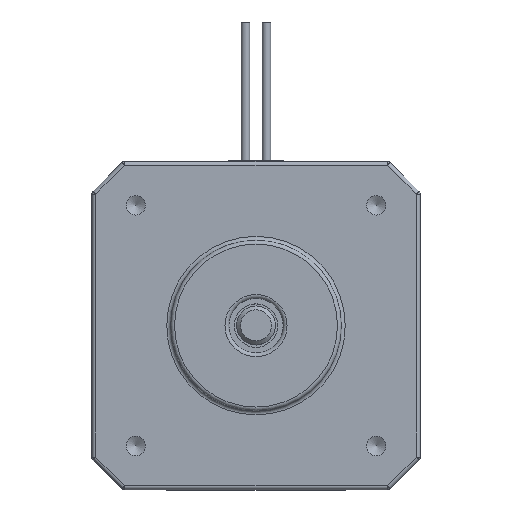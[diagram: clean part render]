
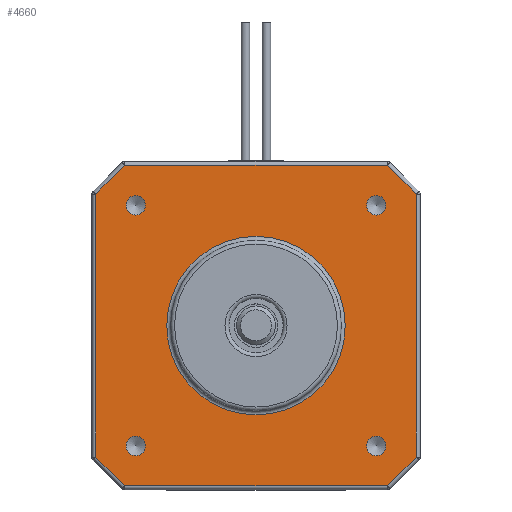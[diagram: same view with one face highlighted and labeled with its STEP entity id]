
A CAD part, top view. The second image highlights one B-rep face of the part: STEP entity #4660.
In plain terms, the highlighted planar face has unit normal (0, 0, 1).
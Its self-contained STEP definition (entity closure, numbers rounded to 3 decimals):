
#23=FACE_BOUND('',#1530,.T.);
#24=FACE_BOUND('',#1531,.T.);
#25=FACE_BOUND('',#1532,.T.);
#26=FACE_BOUND('',#1533,.T.);
#27=FACE_BOUND('',#1534,.T.);
#156=PLANE('',#5043);
#422=LINE('',#7281,#816);
#427=LINE('',#7299,#821);
#446=LINE('',#7366,#840);
#462=LINE('',#7425,#856);
#463=LINE('',#7427,#857);
#464=LINE('',#7429,#858);
#465=LINE('',#7431,#859);
#466=LINE('',#7432,#860);
#816=VECTOR('',#5788,5.243);
#821=VECTOR('',#5809,33.886);
#840=VECTOR('',#5862,33.886);
#856=VECTOR('',#5918,5.243);
#857=VECTOR('',#5921,5.243);
#858=VECTOR('',#5922,33.886);
#859=VECTOR('',#5923,5.243);
#860=VECTOR('',#5924,33.886);
#1253=FACE_OUTER_BOUND('',#1529,.T.);
#1529=EDGE_LOOP('',(#3559,#3560,#3561,#3562,#3563,#3564,#3565,#3566));
#1530=EDGE_LOOP('',(#3567));
#1531=EDGE_LOOP('',(#3568));
#1532=EDGE_LOOP('',(#3569));
#1533=EDGE_LOOP('',(#3570));
#1534=EDGE_LOOP('',(#3571));
#1808=CIRCLE('',#5044,1.25);
#1809=CIRCLE('',#5045,1.25);
#1810=CIRCLE('',#5046,1.25);
#1811=CIRCLE('',#5047,1.25);
#1812=CIRCLE('',#5048,11.5);
#2084=VERTEX_POINT('',#7276);
#2085=VERTEX_POINT('',#7280);
#2090=VERTEX_POINT('',#7298);
#2108=VERTEX_POINT('',#7361);
#2109=VERTEX_POINT('',#7365);
#2124=VERTEX_POINT('',#7420);
#2125=VERTEX_POINT('',#7428);
#2126=VERTEX_POINT('',#7430);
#2127=VERTEX_POINT('',#7433);
#2128=VERTEX_POINT('',#7435);
#2129=VERTEX_POINT('',#7437);
#2130=VERTEX_POINT('',#7439);
#2131=VERTEX_POINT('',#7441);
#2586=EDGE_CURVE('',#2085,#2084,#422,.T.);
#2595=EDGE_CURVE('',#2085,#2090,#427,.T.);
#2624=EDGE_CURVE('',#2108,#2109,#446,.T.);
#2652=EDGE_CURVE('',#2124,#2109,#462,.T.);
#2653=EDGE_CURVE('',#2108,#2090,#463,.T.);
#2654=EDGE_CURVE('',#2125,#2084,#464,.T.);
#2655=EDGE_CURVE('',#2125,#2126,#465,.T.);
#2656=EDGE_CURVE('',#2124,#2126,#466,.T.);
#2657=EDGE_CURVE('',#2127,#2127,#1808,.T.);
#2658=EDGE_CURVE('',#2128,#2128,#1809,.T.);
#2659=EDGE_CURVE('',#2129,#2129,#1810,.T.);
#2660=EDGE_CURVE('',#2130,#2130,#1811,.T.);
#2661=EDGE_CURVE('',#2131,#2131,#1812,.T.);
#3559=ORIENTED_EDGE('',*,*,#2653,.T.);
#3560=ORIENTED_EDGE('',*,*,#2595,.F.);
#3561=ORIENTED_EDGE('',*,*,#2586,.T.);
#3562=ORIENTED_EDGE('',*,*,#2654,.F.);
#3563=ORIENTED_EDGE('',*,*,#2655,.T.);
#3564=ORIENTED_EDGE('',*,*,#2656,.F.);
#3565=ORIENTED_EDGE('',*,*,#2652,.T.);
#3566=ORIENTED_EDGE('',*,*,#2624,.F.);
#3567=ORIENTED_EDGE('',*,*,#2657,.T.);
#3568=ORIENTED_EDGE('',*,*,#2658,.T.);
#3569=ORIENTED_EDGE('',*,*,#2659,.T.);
#3570=ORIENTED_EDGE('',*,*,#2660,.T.);
#3571=ORIENTED_EDGE('',*,*,#2661,.T.);
#4660=ADVANCED_FACE('',(#1253,#23,#24,#25,#26,#27),#156,.T.);
#5043=AXIS2_PLACEMENT_3D('',#7426,#5919,#5920);
#5044=AXIS2_PLACEMENT_3D('',#7434,#5925,#5926);
#5045=AXIS2_PLACEMENT_3D('',#7436,#5927,#5928);
#5046=AXIS2_PLACEMENT_3D('',#7438,#5929,#5930);
#5047=AXIS2_PLACEMENT_3D('',#7440,#5931,#5932);
#5048=AXIS2_PLACEMENT_3D('',#7442,#5933,#5934);
#5788=DIRECTION('',(0.707,0.707,0.));
#5809=DIRECTION('',(-1.,0.,0.));
#5862=DIRECTION('',(0.,1.,0.));
#5918=DIRECTION('',(-0.707,-0.707,0.));
#5919=DIRECTION('center_axis',(0.,0.,1.));
#5920=DIRECTION('ref_axis',(1.,0.,0.));
#5921=DIRECTION('',(0.707,-0.707,0.));
#5922=DIRECTION('',(0.,-1.,0.));
#5923=DIRECTION('',(-0.707,0.707,0.));
#5924=DIRECTION('',(1.,0.,0.));
#5925=DIRECTION('center_axis',(0.,0.,-1.));
#5926=DIRECTION('ref_axis',(1.,0.,0.));
#5927=DIRECTION('center_axis',(0.,0.,-1.));
#5928=DIRECTION('ref_axis',(1.,0.,0.));
#5929=DIRECTION('center_axis',(0.,0.,-1.));
#5930=DIRECTION('ref_axis',(1.,0.,0.));
#5931=DIRECTION('center_axis',(0.,0.,-1.));
#5932=DIRECTION('ref_axis',(1.,0.,0.));
#5933=DIRECTION('center_axis',(0.,0.,-1.));
#5934=DIRECTION('ref_axis',(1.,0.,0.));
#7276=CARTESIAN_POINT('',(20.65,-16.943,20.));
#7280=CARTESIAN_POINT('',(16.943,-20.65,20.));
#7281=CARTESIAN_POINT('',(16.943,-20.65,20.));
#7298=CARTESIAN_POINT('',(-16.943,-20.65,20.));
#7299=CARTESIAN_POINT('',(16.943,-20.65,20.));
#7361=CARTESIAN_POINT('',(-20.65,-16.943,20.));
#7365=CARTESIAN_POINT('',(-20.65,16.943,20.));
#7366=CARTESIAN_POINT('',(-20.65,-16.943,20.));
#7420=CARTESIAN_POINT('',(-16.943,20.65,20.));
#7425=CARTESIAN_POINT('',(-16.943,20.65,20.));
#7426=CARTESIAN_POINT('Origin',(0.,0.,20.));
#7427=CARTESIAN_POINT('',(-20.65,-16.943,20.));
#7428=CARTESIAN_POINT('',(20.65,16.943,20.));
#7429=CARTESIAN_POINT('',(20.65,16.943,20.));
#7430=CARTESIAN_POINT('',(16.943,20.65,20.));
#7431=CARTESIAN_POINT('',(20.65,16.943,20.));
#7432=CARTESIAN_POINT('',(-16.943,20.65,20.));
#7433=CARTESIAN_POINT('',(-16.75,-15.5,20.));
#7434=CARTESIAN_POINT('Origin',(-15.5,-15.5,20.));
#7435=CARTESIAN_POINT('',(14.25,-15.5,20.));
#7436=CARTESIAN_POINT('Origin',(15.5,-15.5,20.));
#7437=CARTESIAN_POINT('',(14.25,15.5,20.));
#7438=CARTESIAN_POINT('Origin',(15.5,15.5,20.));
#7439=CARTESIAN_POINT('',(-16.75,15.5,20.));
#7440=CARTESIAN_POINT('Origin',(-15.5,15.5,20.));
#7441=CARTESIAN_POINT('',(11.5,0.,20.));
#7442=CARTESIAN_POINT('Origin',(0.,0.,20.));
